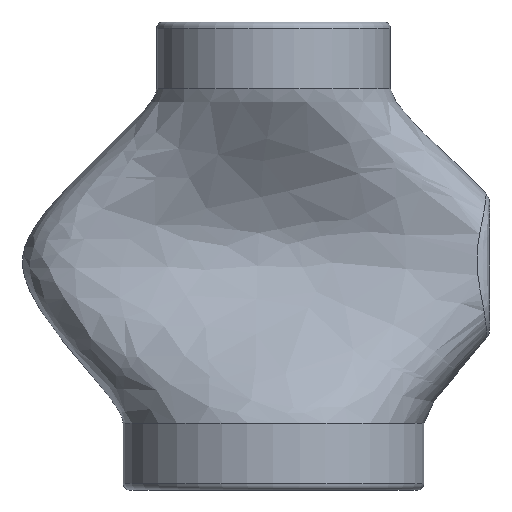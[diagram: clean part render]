
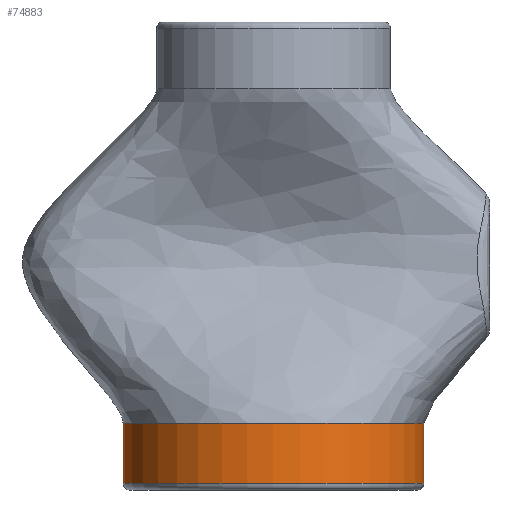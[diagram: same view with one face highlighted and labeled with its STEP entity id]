
A CAD part, front view. The second image highlights one B-rep face of the part: STEP entity #74883.
In plain terms, the highlighted cylindrical face has radius 23.625 mm (diameter 47.25 mm), a full revolution.
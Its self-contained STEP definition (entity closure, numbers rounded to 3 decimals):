
#1013=CYLINDRICAL_SURFACE('',#80576,23.625);
#8508=LINE('',#120751,#17731);
#17731=VECTOR('',#98286,23.625);
#29039=FACE_OUTER_BOUND('',#34535,.T.);
#34535=EDGE_LOOP('',(#64273,#64274,#64275,#64276));
#35772=CIRCLE('',#76047,23.625);
#35785=CIRCLE('',#80577,23.625);
#35795=VERTEX_POINT('',#104499);
#38632=VERTEX_POINT('',#120750);
#40369=EDGE_CURVE('',#35795,#35795,#35772,.T.);
#47537=EDGE_CURVE('',#35795,#38632,#8508,.T.);
#47538=EDGE_CURVE('',#38632,#38632,#35785,.T.);
#64273=ORIENTED_EDGE('',*,*,#40369,.F.);
#64274=ORIENTED_EDGE('',*,*,#47537,.T.);
#64275=ORIENTED_EDGE('',*,*,#47538,.F.);
#64276=ORIENTED_EDGE('',*,*,#47537,.F.);
#74883=ADVANCED_FACE('',(#29039),#1013,.T.);
#76047=AXIS2_PLACEMENT_3D('',#104500,#82309,#82310);
#80576=AXIS2_PLACEMENT_3D('',#120749,#98284,#98285);
#80577=AXIS2_PLACEMENT_3D('',#120752,#98287,#98288);
#82309=DIRECTION('center_axis',(0.,0.,1.));
#82310=DIRECTION('ref_axis',(1.,0.,0.));
#98284=DIRECTION('center_axis',(0.,0.,1.));
#98285=DIRECTION('ref_axis',(1.,0.,0.));
#98286=DIRECTION('',(0.,0.,-1.));
#98287=DIRECTION('center_axis',(0.,0.,-1.));
#98288=DIRECTION('ref_axis',(1.,0.,0.));
#104499=CARTESIAN_POINT('',(-23.625,0.,10.5));
#104500=CARTESIAN_POINT('Origin',(0.,0.,10.5));
#120749=CARTESIAN_POINT('Origin',(0.,0.,0.));
#120750=CARTESIAN_POINT('',(-23.625,0.,1.05));
#120751=CARTESIAN_POINT('',(-23.625,0.,0.));
#120752=CARTESIAN_POINT('Origin',(0.,0.,1.05));
